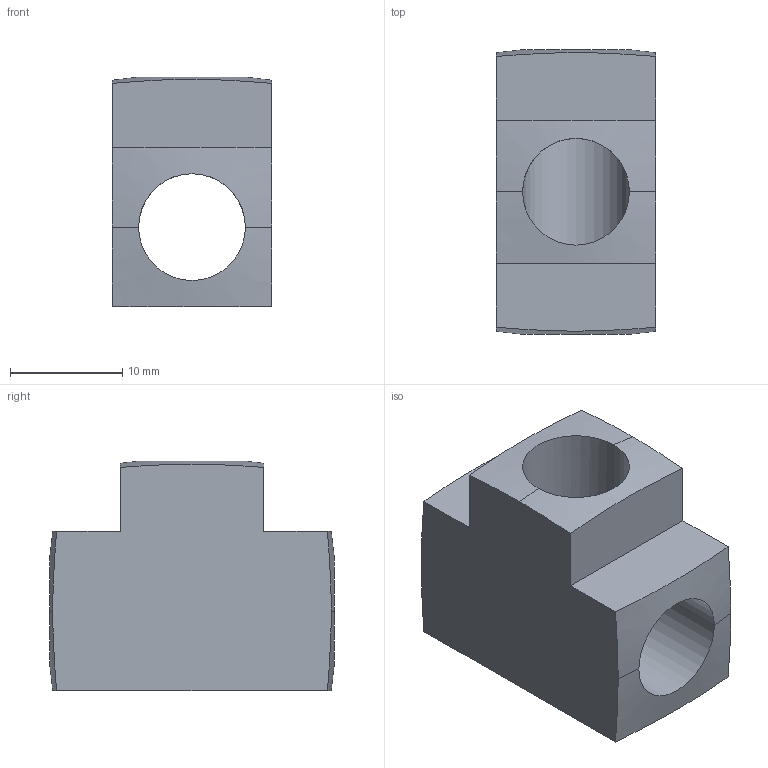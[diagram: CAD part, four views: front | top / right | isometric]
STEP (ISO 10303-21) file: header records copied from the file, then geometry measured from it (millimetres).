
FILE_DESCRIPTION((''),'2;1');
FILE_NAME('brasstee.stp','2002-01-15T18:20:12',('Administrator'),(''),'Autodesk Inventor (tm) 3.0','Autodesk Inventor (tm) 3.0','');
FILE_SCHEMA(('CONFIG_CONTROL_DESIGN'));
Length unit declared in the file: inch
Products named in the file (1): brasstee
Bounding box: 14.22 x 25.39 x 20.49 mm (x, y, z)
Volume: 3722.2 mm3; surface area: 2892 mm2
Topology: 1 solids, 1 shells, 18 faces, 50 edges, 30 vertices
Faces by surface type: plane 7, cone 6, cylinder 5
Entity records: 649 total; most frequent: CARTESIAN_POINT 135, ORIENTED_EDGE 100, DIRECTION 78, EDGE_CURVE 50, VERTEX_POINT 30, AXIS2_PLACEMENT_3D 27, VECTOR 24, LINE 24
